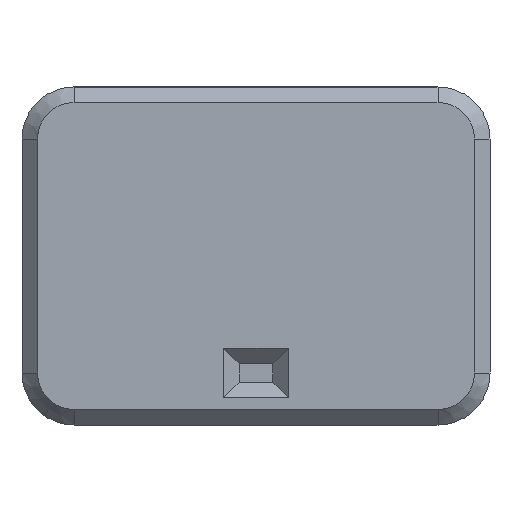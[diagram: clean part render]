
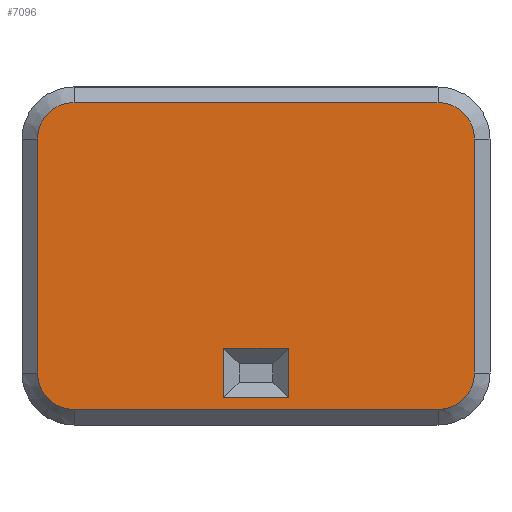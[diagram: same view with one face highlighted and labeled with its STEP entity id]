
A CAD part, front view. The second image highlights one B-rep face of the part: STEP entity #7096.
In plain terms, the highlighted planar face has unit normal (0, -1, 0).
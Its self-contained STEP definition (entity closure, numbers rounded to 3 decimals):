
#379=FACE_BOUND('',#1161,.T.);
#461=CIRCLE('',#7532,7.);
#462=CIRCLE('',#7533,7.);
#463=CIRCLE('',#7534,7.);
#464=CIRCLE('',#7535,7.);
#740=FACE_OUTER_BOUND('',#1160,.T.);
#1160=EDGE_LOOP('',(#4798,#4799,#4800,#4801,#4802,#4803,#4804,#4805));
#1161=EDGE_LOOP('',(#4806,#4807,#4808,#4809));
#1658=LINE('',#10417,#2377);
#1660=LINE('',#10421,#2379);
#1663=LINE('',#10427,#2382);
#1666=LINE('',#10432,#2385);
#1673=LINE('',#10447,#2392);
#1674=LINE('',#10451,#2393);
#1675=LINE('',#10455,#2394);
#1676=LINE('',#10459,#2395);
#2377=VECTOR('',#8253,10.);
#2379=VECTOR('',#8257,10.);
#2382=VECTOR('',#8262,10.);
#2385=VECTOR('',#8267,10.);
#2392=VECTOR('',#8280,10.);
#2393=VECTOR('',#8283,10.);
#2394=VECTOR('',#8286,10.);
#2395=VECTOR('',#8289,10.);
#3096=VERTEX_POINT('',#10414);
#3097=VERTEX_POINT('',#10416);
#3098=VERTEX_POINT('',#10420);
#3100=VERTEX_POINT('',#10426);
#3105=VERTEX_POINT('',#10445);
#3106=VERTEX_POINT('',#10446);
#3107=VERTEX_POINT('',#10448);
#3108=VERTEX_POINT('',#10450);
#3109=VERTEX_POINT('',#10452);
#3110=VERTEX_POINT('',#10454);
#3111=VERTEX_POINT('',#10456);
#3112=VERTEX_POINT('',#10458);
#3758=EDGE_CURVE('',#3096,#3097,#1658,.T.);
#3760=EDGE_CURVE('',#3098,#3096,#1660,.T.);
#3763=EDGE_CURVE('',#3100,#3098,#1663,.T.);
#3766=EDGE_CURVE('',#3097,#3100,#1666,.T.);
#3773=EDGE_CURVE('',#3105,#3106,#1673,.T.);
#3774=EDGE_CURVE('',#3107,#3105,#461,.T.);
#3775=EDGE_CURVE('',#3108,#3107,#1674,.T.);
#3776=EDGE_CURVE('',#3109,#3108,#462,.T.);
#3777=EDGE_CURVE('',#3110,#3109,#1675,.T.);
#3778=EDGE_CURVE('',#3111,#3110,#463,.T.);
#3779=EDGE_CURVE('',#3112,#3111,#1676,.T.);
#3780=EDGE_CURVE('',#3106,#3112,#464,.T.);
#4798=ORIENTED_EDGE('',*,*,#3773,.F.);
#4799=ORIENTED_EDGE('',*,*,#3774,.F.);
#4800=ORIENTED_EDGE('',*,*,#3775,.F.);
#4801=ORIENTED_EDGE('',*,*,#3776,.F.);
#4802=ORIENTED_EDGE('',*,*,#3777,.F.);
#4803=ORIENTED_EDGE('',*,*,#3778,.F.);
#4804=ORIENTED_EDGE('',*,*,#3779,.F.);
#4805=ORIENTED_EDGE('',*,*,#3780,.F.);
#4806=ORIENTED_EDGE('',*,*,#3758,.F.);
#4807=ORIENTED_EDGE('',*,*,#3760,.F.);
#4808=ORIENTED_EDGE('',*,*,#3763,.F.);
#4809=ORIENTED_EDGE('',*,*,#3766,.F.);
#6816=PLANE('',#7531);
#7096=ADVANCED_FACE('',(#740,#379),#6816,.F.);
#7531=AXIS2_PLACEMENT_3D('',#10444,#8278,#8279);
#7532=AXIS2_PLACEMENT_3D('',#10449,#8281,#8282);
#7533=AXIS2_PLACEMENT_3D('',#10453,#8284,#8285);
#7534=AXIS2_PLACEMENT_3D('',#10457,#8287,#8288);
#7535=AXIS2_PLACEMENT_3D('',#10460,#8290,#8291);
#8253=DIRECTION('',(0.,0.,1.));
#8257=DIRECTION('',(1.,0.,0.));
#8262=DIRECTION('',(0.,0.,-1.));
#8267=DIRECTION('',(-1.,0.,0.));
#8278=DIRECTION('center_axis',(0.,1.,0.));
#8279=DIRECTION('ref_axis',(1.,0.,0.));
#8280=DIRECTION('',(-1.,0.,0.));
#8281=DIRECTION('center_axis',(0.,1.,0.));
#8282=DIRECTION('ref_axis',(0.707,0.,-0.707));
#8283=DIRECTION('',(0.,0.,-1.));
#8284=DIRECTION('center_axis',(0.,1.,0.));
#8285=DIRECTION('ref_axis',(0.707,0.,0.707));
#8286=DIRECTION('',(1.,0.,0.));
#8287=DIRECTION('center_axis',(0.,1.,0.));
#8288=DIRECTION('ref_axis',(-0.707,0.,0.707));
#8289=DIRECTION('',(0.,0.,1.));
#8290=DIRECTION('center_axis',(0.,1.,0.));
#8291=DIRECTION('ref_axis',(-0.707,0.,-0.707));
#10414=CARTESIAN_POINT('',(6.25,0.,-27.25));
#10416=CARTESIAN_POINT('',(6.25,0.,-17.75));
#10417=CARTESIAN_POINT('',(6.25,0.,-12.125));
#10420=CARTESIAN_POINT('',(-6.25,0.,-27.25));
#10421=CARTESIAN_POINT('',(-1.625,0.,-27.25));
#10426=CARTESIAN_POINT('',(-6.25,0.,-17.75));
#10427=CARTESIAN_POINT('',(-6.25,0.,-10.375));
#10432=CARTESIAN_POINT('',(1.625,0.,-17.75));
#10444=CARTESIAN_POINT('Origin',(0.,0.,0.));
#10445=CARTESIAN_POINT('',(35.,0.,-29.5));
#10446=CARTESIAN_POINT('',(-35.,0.,-29.5));
#10447=CARTESIAN_POINT('',(22.5,0.,-29.5));
#10448=CARTESIAN_POINT('',(42.,0.,-22.5));
#10449=CARTESIAN_POINT('Origin',(35.,0.,-22.5));
#10450=CARTESIAN_POINT('',(42.,0.,22.5));
#10451=CARTESIAN_POINT('',(42.,0.,16.25));
#10452=CARTESIAN_POINT('',(35.,0.,29.5));
#10453=CARTESIAN_POINT('Origin',(35.,0.,22.5));
#10454=CARTESIAN_POINT('',(-35.,0.,29.5));
#10455=CARTESIAN_POINT('',(-22.5,0.,29.5));
#10456=CARTESIAN_POINT('',(-42.,0.,22.5));
#10457=CARTESIAN_POINT('Origin',(-35.,0.,22.5));
#10458=CARTESIAN_POINT('',(-42.,0.,-22.5));
#10459=CARTESIAN_POINT('',(-42.,0.,-16.25));
#10460=CARTESIAN_POINT('Origin',(-35.,0.,-22.5));
